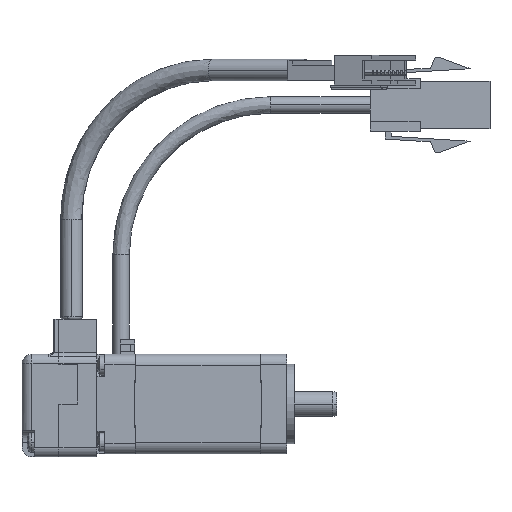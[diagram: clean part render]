
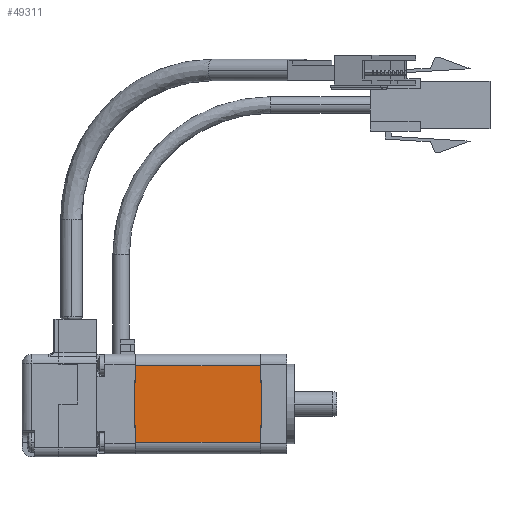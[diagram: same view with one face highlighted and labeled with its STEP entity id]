
A CAD part, front view. The second image highlights one B-rep face of the part: STEP entity #49311.
In plain terms, the highlighted face is planar.
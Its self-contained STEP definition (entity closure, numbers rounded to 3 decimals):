
#1388 = VERTEX_POINT ( 'NONE', #8649 ) ;
#1752 = CARTESIAN_POINT ( 'NONE',  ( 209.111, 243.378, 0.15 ) ) ;
#1851 = VECTOR ( 'NONE', #16053, 1000. ) ;
#2113 = ORIENTED_EDGE ( 'NONE', *, *, #24203, .F. ) ;
#3689 = EDGE_CURVE ( 'NONE', #18786, #31764, #45771, .T. ) ;
#3783 = ORIENTED_EDGE ( 'NONE', *, *, #58148, .F. ) ;
#3903 = DIRECTION ( 'NONE',  ( -1., 0., 0. ) ) ;
#4434 = LINE ( 'NONE', #21504, #37795 ) ;
#4800 = ORIENTED_EDGE ( 'NONE', *, *, #40770, .F. ) ;
#4885 = EDGE_CURVE ( 'NONE', #9402, #1388, #7210, .T. ) ;
#5819 = CARTESIAN_POINT ( 'NONE',  ( 0., 243.378, 0. ) ) ;
#7210 = LINE ( 'NONE', #58556, #40627 ) ;
#8649 = CARTESIAN_POINT ( 'NONE',  ( 221.121, 243.378, 25.15 ) ) ;
#9402 = VERTEX_POINT ( 'NONE', #52933 ) ;
#9991 = EDGE_CURVE ( 'NONE', #58097, #18786, #4434, .T. ) ;
#10366 = DIRECTION ( 'NONE',  ( 1., 0., 0. ) ) ;
#11279 = LINE ( 'NONE', #51777, #21941 ) ;
#12227 = PLANE ( 'NONE',  #46760 ) ;
#12350 = CARTESIAN_POINT ( 'NONE',  ( 221.121, 243.378, 0.15 ) ) ;
#12797 = VECTOR ( 'NONE', #30572, 1000. ) ;
#13347 = ORIENTED_EDGE ( 'NONE', *, *, #23147, .F. ) ;
#13584 = LINE ( 'NONE', #46440, #31341 ) ;
#14230 = CARTESIAN_POINT ( 'NONE',  ( 212.5, 243.378, 0. ) ) ;
#15076 = ORIENTED_EDGE ( 'NONE', *, *, #3689, .F. ) ;
#16053 = DIRECTION ( 'NONE',  ( 0., 0., 1. ) ) ;
#16069 = VECTOR ( 'NONE', #23302, 1000. ) ;
#16125 = ORIENTED_EDGE ( 'NONE', *, *, #56926, .F. ) ;
#16214 = VECTOR ( 'NONE', #28632, 1000. ) ;
#16767 = DIRECTION ( 'NONE',  ( 0., 0., -1. ) ) ;
#16896 = CARTESIAN_POINT ( 'NONE',  ( 212.5, 243.378, 25.15 ) ) ;
#17272 = EDGE_CURVE ( 'NONE', #43332, #49651, #43102, .T. ) ;
#18786 = VERTEX_POINT ( 'NONE', #16896 ) ;
#19939 = LINE ( 'NONE', #5819, #42685 ) ;
#20833 = CARTESIAN_POINT ( 'NONE',  ( 0., 243.378, 25.15 ) ) ;
#21242 = DIRECTION ( 'NONE',  ( -1., 0., 0. ) ) ;
#21428 = DIRECTION ( 'NONE',  ( 0., 0., -1. ) ) ;
#21504 = CARTESIAN_POINT ( 'NONE',  ( 212.5, 243.378, 25.15 ) ) ;
#21941 = VECTOR ( 'NONE', #51387, 1000. ) ;
#23147 = EDGE_CURVE ( 'NONE', #33812, #43332, #11279, .T. ) ;
#23302 = DIRECTION ( 'NONE',  ( 0., 0., -1. ) ) ;
#23859 = FACE_OUTER_BOUND ( 'NONE', #42709, .T. ) ;
#24203 = EDGE_CURVE ( 'NONE', #43687, #58097, #13584, .T. ) ;
#26522 = DIRECTION ( 'NONE',  ( 0., 0., 1. ) ) ;
#26834 = LINE ( 'NONE', #45152, #50889 ) ;
#26935 = EDGE_CURVE ( 'NONE', #41246, #34130, #26834, .T. ) ;
#28632 = DIRECTION ( 'NONE',  ( 0., 0., -1. ) ) ;
#30516 = CARTESIAN_POINT ( 'NONE',  ( 212.5, 243.378, 25.3 ) ) ;
#30572 = DIRECTION ( 'NONE',  ( 0., 0., 1. ) ) ;
#31341 = VECTOR ( 'NONE', #46332, 1000. ) ;
#31764 = VERTEX_POINT ( 'NONE', #37729 ) ;
#33812 = VERTEX_POINT ( 'NONE', #1752 ) ;
#34130 = VERTEX_POINT ( 'NONE', #40182 ) ;
#35086 = EDGE_CURVE ( 'NONE', #34130, #9402, #48951, .T. ) ;
#36499 = CARTESIAN_POINT ( 'NONE',  ( 221.121, 243.378, 25.3 ) ) ;
#37729 = CARTESIAN_POINT ( 'NONE',  ( 209.111, 243.378, 25.15 ) ) ;
#37795 = VECTOR ( 'NONE', #21428, 1000. ) ;
#38599 = VERTEX_POINT ( 'NONE', #56613 ) ;
#39315 = ORIENTED_EDGE ( 'NONE', *, *, #48249, .F. ) ;
#39488 = CARTESIAN_POINT ( 'NONE',  ( 224.511, 243.378, 25.3 ) ) ;
#40044 = ORIENTED_EDGE ( 'NONE', *, *, #26935, .F. ) ;
#40182 = CARTESIAN_POINT ( 'NONE',  ( 224.511, 243.378, 0.15 ) ) ;
#40627 = VECTOR ( 'NONE', #3903, 1000. ) ;
#40770 = EDGE_CURVE ( 'NONE', #49651, #38599, #19939, .T. ) ;
#41246 = VERTEX_POINT ( 'NONE', #12350 ) ;
#41840 = LINE ( 'NONE', #55383, #16214 ) ;
#41898 = CARTESIAN_POINT ( 'NONE',  ( 212.5, 243.378, 0.15 ) ) ;
#42299 = ORIENTED_EDGE ( 'NONE', *, *, #35086, .F. ) ;
#42685 = VECTOR ( 'NONE', #10366, 1000. ) ;
#42709 = EDGE_LOOP ( 'NONE', ( #3783, #57013, #42299, #40044, #39315, #4800, #42764, #13347, #16125, #15076, #50076, #2113 ) ) ;
#42764 = ORIENTED_EDGE ( 'NONE', *, *, #17272, .F. ) ;
#42862 = LINE ( 'NONE', #49091, #51966 ) ;
#43102 = LINE ( 'NONE', #45594, #16069 ) ;
#43332 = VERTEX_POINT ( 'NONE', #41898 ) ;
#43687 = VERTEX_POINT ( 'NONE', #36499 ) ;
#44001 = DIRECTION ( 'NONE',  ( 0., -1., 0. ) ) ;
#45152 = CARTESIAN_POINT ( 'NONE',  ( 0., 243.378, 0.15 ) ) ;
#45227 = DIRECTION ( 'NONE',  ( 1., 0., 0. ) ) ;
#45594 = CARTESIAN_POINT ( 'NONE',  ( 212.5, 243.378, 0.15 ) ) ;
#45771 = LINE ( 'NONE', #20833, #54797 ) ;
#46332 = DIRECTION ( 'NONE',  ( -1., 0., 0. ) ) ;
#46440 = CARTESIAN_POINT ( 'NONE',  ( 0., 243.378, 25.3 ) ) ;
#46760 = AXIS2_PLACEMENT_3D ( 'NONE', #52785, #44001, #16767 ) ;
#48249 = EDGE_CURVE ( 'NONE', #38599, #41246, #48644, .T. ) ;
#48644 = LINE ( 'NONE', #52268, #1851 ) ;
#48951 = LINE ( 'NONE', #39488, #12797 ) ;
#49091 = CARTESIAN_POINT ( 'NONE',  ( 221.121, 243.378, 25.3 ) ) ;
#49311 = ADVANCED_FACE ( 'NONE', ( #23859 ), #12227, .F. ) ;
#49651 = VERTEX_POINT ( 'NONE', #14230 ) ;
#50076 = ORIENTED_EDGE ( 'NONE', *, *, #9991, .F. ) ;
#50889 = VECTOR ( 'NONE', #45227, 1000. ) ;
#51387 = DIRECTION ( 'NONE',  ( 1., 0., 0. ) ) ;
#51777 = CARTESIAN_POINT ( 'NONE',  ( 0., 243.378, 0.15 ) ) ;
#51966 = VECTOR ( 'NONE', #26522, 1000. ) ;
#52268 = CARTESIAN_POINT ( 'NONE',  ( 221.121, 243.378, 0.15 ) ) ;
#52785 = CARTESIAN_POINT ( 'NONE',  ( 0., 243.378, 25.3 ) ) ;
#52933 = CARTESIAN_POINT ( 'NONE',  ( 224.511, 243.378, 25.15 ) ) ;
#54797 = VECTOR ( 'NONE', #21242, 1000. ) ;
#55383 = CARTESIAN_POINT ( 'NONE',  ( 209.111, 243.378, 25.3 ) ) ;
#56613 = CARTESIAN_POINT ( 'NONE',  ( 221.121, 243.378, 0. ) ) ;
#56926 = EDGE_CURVE ( 'NONE', #31764, #33812, #41840, .T. ) ;
#57013 = ORIENTED_EDGE ( 'NONE', *, *, #4885, .F. ) ;
#58097 = VERTEX_POINT ( 'NONE', #30516 ) ;
#58148 = EDGE_CURVE ( 'NONE', #1388, #43687, #42862, .T. ) ;
#58556 = CARTESIAN_POINT ( 'NONE',  ( 0., 243.378, 25.15 ) ) ;
